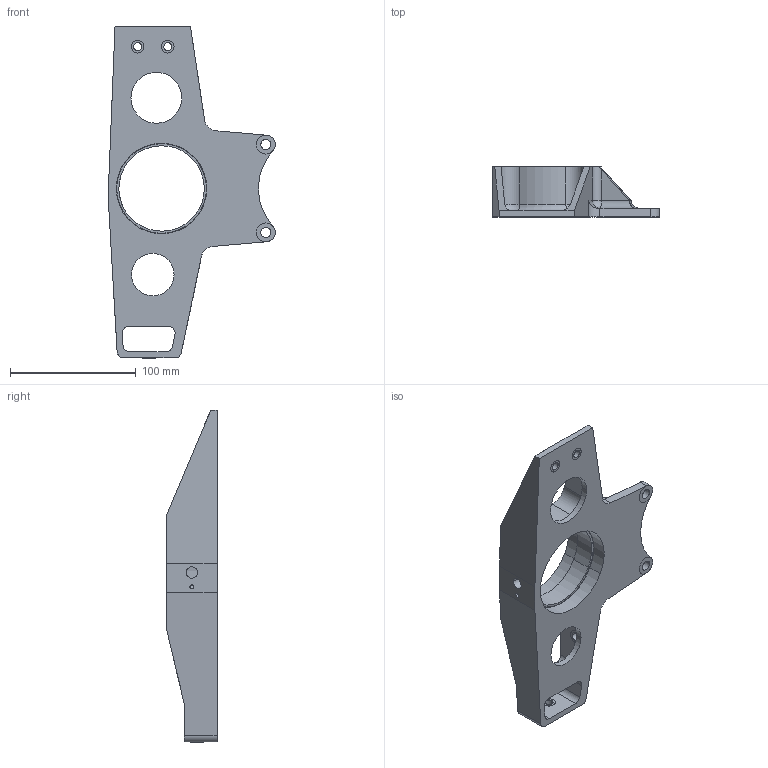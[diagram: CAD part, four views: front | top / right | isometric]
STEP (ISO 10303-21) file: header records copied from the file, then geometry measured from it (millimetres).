
FILE_DESCRIPTION(('CATIA V5 STEP Exchange'),'2;1');
FILE_NAME('SU_10001 (Front Left Upright)_v04.stp','2019-12-03T21:08:23+00:00',('none'),('none'),'CATIA Version 5 Release 19 SP 2 (IN-10)','CATIA V5 STEP AP203','none');
FILE_SCHEMA(('CONFIG_CONTROL_DESIGN'));
Length unit declared in the file: millimetre
Products named in the file (1): SU_10001
Bounding box: 132.45 x 40.1 x 264.2 mm (x, y, z)
Volume: 242921.8 mm3; surface area: 77194.5 mm2
Topology: 1 solids, 1 shells, 193 faces, 478 edges, 303 vertices
Faces by surface type: cylinder 117, plane 59, torus 11, sphere 6
Entity records: 5488 total; most frequent: CARTESIAN_POINT 1161, ORIENTED_EDGE 944, DIRECTION 718, EDGE_CURVE 472, AXIS2_PLACEMENT_3D 347, VERTEX_POINT 290, VECTOR 235, LINE 235
